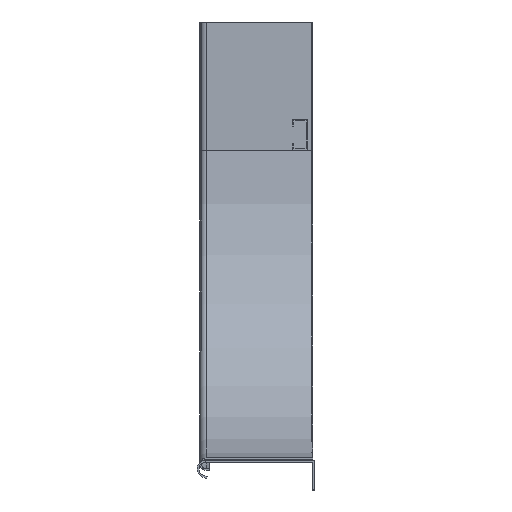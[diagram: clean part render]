
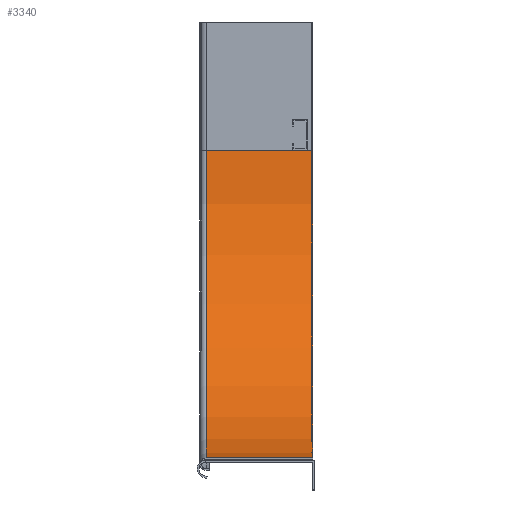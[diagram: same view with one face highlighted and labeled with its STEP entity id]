
A CAD part, left-side view. The second image highlights one B-rep face of the part: STEP entity #3340.
In plain terms, the highlighted cylindrical face has radius 300 mm (diameter 600 mm), a partial arc.
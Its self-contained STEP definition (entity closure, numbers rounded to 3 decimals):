
#78 = AXIS2_PLACEMENT_3D ( 'NONE', #8695, #1349, #9935 ) ;
#174 = EDGE_CURVE ( 'NONE', #6107, #13843, #15749, .T. ) ;
#797 = CARTESIAN_POINT ( 'NONE',  ( 300., 0., -125. ) ) ;
#1268 = EDGE_LOOP ( 'NONE', ( #2291, #3234, #11791, #5400 ) ) ;
#1349 = DIRECTION ( 'NONE',  ( 0., -1., 0. ) ) ;
#1519 = CARTESIAN_POINT ( 'NONE',  ( 300., 0., -425. ) ) ;
#2001 = VERTEX_POINT ( 'NONE', #15578 ) ;
#2064 = EDGE_CURVE ( 'NONE', #6107, #3154, #9022, .T. ) ;
#2291 = ORIENTED_EDGE ( 'NONE', *, *, #174, .F. ) ;
#2632 = EDGE_CURVE ( 'NONE', #3154, #2001, #4583, .T. ) ;
#3154 = VERTEX_POINT ( 'NONE', #1519 ) ;
#3234 = ORIENTED_EDGE ( 'NONE', *, *, #2064, .T. ) ;
#3340 = ADVANCED_FACE ( 'NONE', ( #3976 ), #10332, .F. ) ;
#3393 = DIRECTION ( 'NONE',  ( 1., 0., 0. ) ) ;
#3971 = CARTESIAN_POINT ( 'NONE',  ( 0., 104., -125. ) ) ;
#3976 = FACE_OUTER_BOUND ( 'NONE', #1268, .T. ) ;
#4583 = LINE ( 'NONE', #5353, #4740 ) ;
#4740 = VECTOR ( 'NONE', #5295, 1000. ) ;
#5295 = DIRECTION ( 'NONE',  ( 0., 1., 0. ) ) ;
#5353 = CARTESIAN_POINT ( 'NONE',  ( 300., 2.5, -425. ) ) ;
#5400 = ORIENTED_EDGE ( 'NONE', *, *, #11464, .F. ) ;
#5435 = CARTESIAN_POINT ( 'NONE',  ( 0., 0., -125. ) ) ;
#5451 = DIRECTION ( 'NONE',  ( 0., -1., 0. ) ) ;
#6005 = CARTESIAN_POINT ( 'NONE',  ( 0., 2.5, -125. ) ) ;
#6107 = VERTEX_POINT ( 'NONE', #5435 ) ;
#6195 = AXIS2_PLACEMENT_3D ( 'NONE', #6755, #5451, #9187 ) ;
#6755 = CARTESIAN_POINT ( 'NONE',  ( 300., 0., -125. ) ) ;
#6822 = DIRECTION ( 'NONE',  ( 0., -1., 0. ) ) ;
#6968 = CIRCLE ( 'NONE', #78, 300. ) ;
#8695 = CARTESIAN_POINT ( 'NONE',  ( 300., 104., -125. ) ) ;
#9022 = CIRCLE ( 'NONE', #9480, 300. ) ;
#9132 = DIRECTION ( 'NONE',  ( 0., 1., 0. ) ) ;
#9187 = DIRECTION ( 'NONE',  ( 0., 0., -1. ) ) ;
#9480 = AXIS2_PLACEMENT_3D ( 'NONE', #797, #6822, #3393 ) ;
#9935 = DIRECTION ( 'NONE',  ( 0., 0., -1. ) ) ;
#10332 = CYLINDRICAL_SURFACE ( 'NONE', #6195, 300. ) ;
#11464 = EDGE_CURVE ( 'NONE', #13843, #2001, #6968, .T. ) ;
#11791 = ORIENTED_EDGE ( 'NONE', *, *, #2632, .T. ) ;
#13843 = VERTEX_POINT ( 'NONE', #3971 ) ;
#14285 = VECTOR ( 'NONE', #9132, 1000. ) ;
#15578 = CARTESIAN_POINT ( 'NONE',  ( 300., 104., -425. ) ) ;
#15749 = LINE ( 'NONE', #6005, #14285 ) ;
